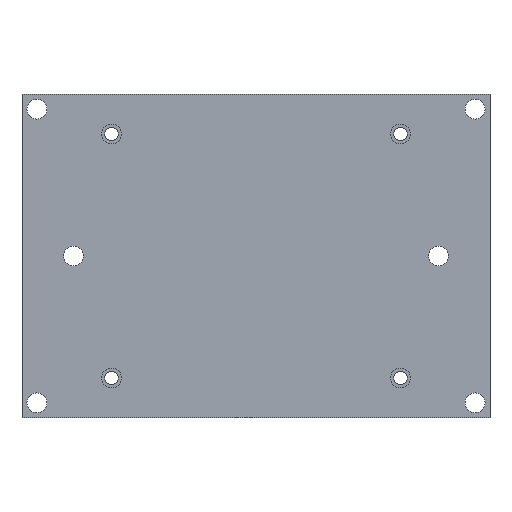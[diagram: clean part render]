
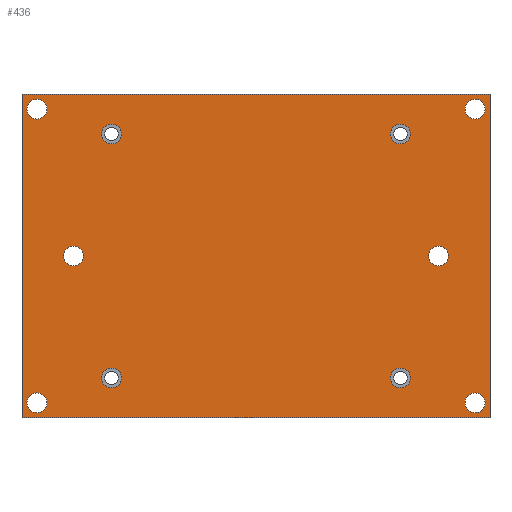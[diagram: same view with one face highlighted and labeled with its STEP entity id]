
A CAD part, front view. The second image highlights one B-rep face of the part: STEP entity #436.
In plain terms, the highlighted planar face has unit normal (0, -1, 0).
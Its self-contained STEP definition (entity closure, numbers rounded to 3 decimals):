
#29=FACE_BOUND('',#111,.T.);
#30=FACE_BOUND('',#112,.T.);
#31=FACE_BOUND('',#113,.T.);
#32=FACE_BOUND('',#114,.T.);
#33=FACE_BOUND('',#115,.T.);
#34=FACE_BOUND('',#116,.T.);
#35=FACE_BOUND('',#117,.T.);
#36=FACE_BOUND('',#118,.T.);
#37=FACE_BOUND('',#119,.T.);
#38=FACE_BOUND('',#120,.T.);
#48=PLANE('',#502);
#72=FACE_OUTER_BOUND('',#110,.T.);
#110=EDGE_LOOP('',(#385,#386,#387,#388));
#111=EDGE_LOOP('',(#389));
#112=EDGE_LOOP('',(#390));
#113=EDGE_LOOP('',(#391));
#114=EDGE_LOOP('',(#392));
#115=EDGE_LOOP('',(#393));
#116=EDGE_LOOP('',(#394));
#117=EDGE_LOOP('',(#395));
#118=EDGE_LOOP('',(#396));
#119=EDGE_LOOP('',(#397));
#120=EDGE_LOOP('',(#398));
#125=LINE('',#663,#151);
#129=LINE('',#672,#155);
#133=LINE('',#679,#159);
#135=LINE('',#682,#161);
#151=VECTOR('',#535,10.);
#155=VECTOR('',#541,10.);
#159=VECTOR('',#547,10.);
#161=VECTOR('',#551,10.);
#173=CIRCLE('',#452,2.);
#175=CIRCLE('',#455,2.);
#177=CIRCLE('',#458,2.);
#179=CIRCLE('',#461,2.);
#182=CIRCLE('',#469,2.);
#185=CIRCLE('',#474,2.);
#188=CIRCLE('',#479,2.);
#191=CIRCLE('',#484,2.);
#197=CIRCLE('',#495,2.);
#200=CIRCLE('',#500,2.);
#201=VERTEX_POINT('',#637);
#203=VERTEX_POINT('',#643);
#205=VERTEX_POINT('',#649);
#207=VERTEX_POINT('',#655);
#209=VERTEX_POINT('',#661);
#210=VERTEX_POINT('',#662);
#213=VERTEX_POINT('',#670);
#214=VERTEX_POINT('',#671);
#218=VERTEX_POINT('',#687);
#221=VERTEX_POINT('',#696);
#224=VERTEX_POINT('',#705);
#227=VERTEX_POINT('',#714);
#233=VERTEX_POINT('',#735);
#236=VERTEX_POINT('',#745);
#237=EDGE_CURVE('',#201,#201,#173,.T.);
#240=EDGE_CURVE('',#203,#203,#175,.T.);
#243=EDGE_CURVE('',#205,#205,#177,.T.);
#246=EDGE_CURVE('',#207,#207,#179,.T.);
#249=EDGE_CURVE('',#209,#210,#125,.T.);
#253=EDGE_CURVE('',#213,#214,#129,.T.);
#257=EDGE_CURVE('',#209,#214,#133,.T.);
#259=EDGE_CURVE('',#213,#210,#135,.T.);
#263=EDGE_CURVE('',#218,#218,#182,.T.);
#267=EDGE_CURVE('',#221,#221,#185,.T.);
#271=EDGE_CURVE('',#224,#224,#188,.T.);
#275=EDGE_CURVE('',#227,#227,#191,.T.);
#285=EDGE_CURVE('',#233,#233,#197,.T.);
#290=EDGE_CURVE('',#236,#236,#200,.T.);
#385=ORIENTED_EDGE('',*,*,#259,.T.);
#386=ORIENTED_EDGE('',*,*,#249,.F.);
#387=ORIENTED_EDGE('',*,*,#257,.T.);
#388=ORIENTED_EDGE('',*,*,#253,.F.);
#389=ORIENTED_EDGE('',*,*,#237,.T.);
#390=ORIENTED_EDGE('',*,*,#240,.T.);
#391=ORIENTED_EDGE('',*,*,#243,.T.);
#392=ORIENTED_EDGE('',*,*,#246,.T.);
#393=ORIENTED_EDGE('',*,*,#263,.T.);
#394=ORIENTED_EDGE('',*,*,#267,.T.);
#395=ORIENTED_EDGE('',*,*,#271,.T.);
#396=ORIENTED_EDGE('',*,*,#275,.T.);
#397=ORIENTED_EDGE('',*,*,#290,.F.);
#398=ORIENTED_EDGE('',*,*,#285,.F.);
#436=ADVANCED_FACE('',(#72,#29,#30,#31,#32,#33,#34,#35,#36,#37,#38),#48,
 .F.);
#452=AXIS2_PLACEMENT_3D('',#638,#507,#508);
#455=AXIS2_PLACEMENT_3D('',#644,#514,#515);
#458=AXIS2_PLACEMENT_3D('',#650,#521,#522);
#461=AXIS2_PLACEMENT_3D('',#656,#528,#529);
#469=AXIS2_PLACEMENT_3D('',#689,#558,#559);
#474=AXIS2_PLACEMENT_3D('',#698,#569,#570);
#479=AXIS2_PLACEMENT_3D('',#707,#580,#581);
#484=AXIS2_PLACEMENT_3D('',#716,#591,#592);
#495=AXIS2_PLACEMENT_3D('',#737,#617,#618);
#500=AXIS2_PLACEMENT_3D('',#747,#629,#630);
#502=AXIS2_PLACEMENT_3D('',#749,#633,#634);
#507=DIRECTION('center_axis',(0.,1.,0.));
#508=DIRECTION('ref_axis',(1.,0.,0.));
#514=DIRECTION('center_axis',(0.,1.,0.));
#515=DIRECTION('ref_axis',(1.,0.,0.));
#521=DIRECTION('center_axis',(0.,1.,0.));
#522=DIRECTION('ref_axis',(1.,0.,0.));
#528=DIRECTION('center_axis',(0.,1.,0.));
#529=DIRECTION('ref_axis',(1.,0.,0.));
#535=DIRECTION('',(1.,0.,0.));
#541=DIRECTION('',(-1.,0.,0.));
#547=DIRECTION('',(0.,0.,-1.));
#551=DIRECTION('',(0.,0.,1.));
#558=DIRECTION('center_axis',(0.,1.,0.));
#559=DIRECTION('ref_axis',(1.,0.,0.));
#569=DIRECTION('center_axis',(0.,1.,0.));
#570=DIRECTION('ref_axis',(1.,0.,0.));
#580=DIRECTION('center_axis',(0.,1.,0.));
#581=DIRECTION('ref_axis',(1.,0.,0.));
#591=DIRECTION('center_axis',(0.,1.,0.));
#592=DIRECTION('ref_axis',(1.,0.,0.));
#617=DIRECTION('center_axis',(0.,-1.,0.));
#618=DIRECTION('ref_axis',(1.,0.,0.));
#629=DIRECTION('center_axis',(0.,-1.,0.));
#630=DIRECTION('ref_axis',(1.,0.,0.));
#633=DIRECTION('center_axis',(0.,1.,0.));
#634=DIRECTION('ref_axis',(1.,0.,0.));
#637=CARTESIAN_POINT('',(-87.,0.,-4.));
#638=CARTESIAN_POINT('Origin',(-85.,0.,-4.));
#643=CARTESIAN_POINT('',(1.,0.,-4.));
#644=CARTESIAN_POINT('Origin',(3.,0.,-4.));
#649=CARTESIAN_POINT('',(-87.,0.,55.));
#650=CARTESIAN_POINT('Origin',(-85.,0.,55.));
#655=CARTESIAN_POINT('',(1.,0.,55.));
#656=CARTESIAN_POINT('Origin',(3.,0.,55.));
#661=CARTESIAN_POINT('',(-88.,0.,58.));
#662=CARTESIAN_POINT('',(6.,0.,58.));
#663=CARTESIAN_POINT('',(-82.,0.,58.));
#670=CARTESIAN_POINT('',(6.,0.,-7.));
#671=CARTESIAN_POINT('',(-88.,0.,-7.));
#672=CARTESIAN_POINT('',(-82.,0.,-7.));
#679=CARTESIAN_POINT('',(-88.,0.,-2.));
#682=CARTESIAN_POINT('',(6.,0.,53.));
#687=CARTESIAN_POINT('',(-14.,0.,1.));
#689=CARTESIAN_POINT('Origin',(-12.,0.,1.));
#696=CARTESIAN_POINT('',(-14.,0.,50.));
#698=CARTESIAN_POINT('Origin',(-12.,0.,50.));
#705=CARTESIAN_POINT('',(-72.,0.,1.));
#707=CARTESIAN_POINT('Origin',(-70.,0.,1.));
#714=CARTESIAN_POINT('',(-72.,0.,50.));
#716=CARTESIAN_POINT('Origin',(-70.,0.,50.));
#735=CARTESIAN_POINT('',(-79.641,0.,25.5));
#737=CARTESIAN_POINT('Origin',(-77.641,0.,25.5));
#745=CARTESIAN_POINT('',(-6.359,0.,25.5));
#747=CARTESIAN_POINT('Origin',(-4.359,0.,25.5));
#749=CARTESIAN_POINT('Origin',(-41.,0.,25.5));
